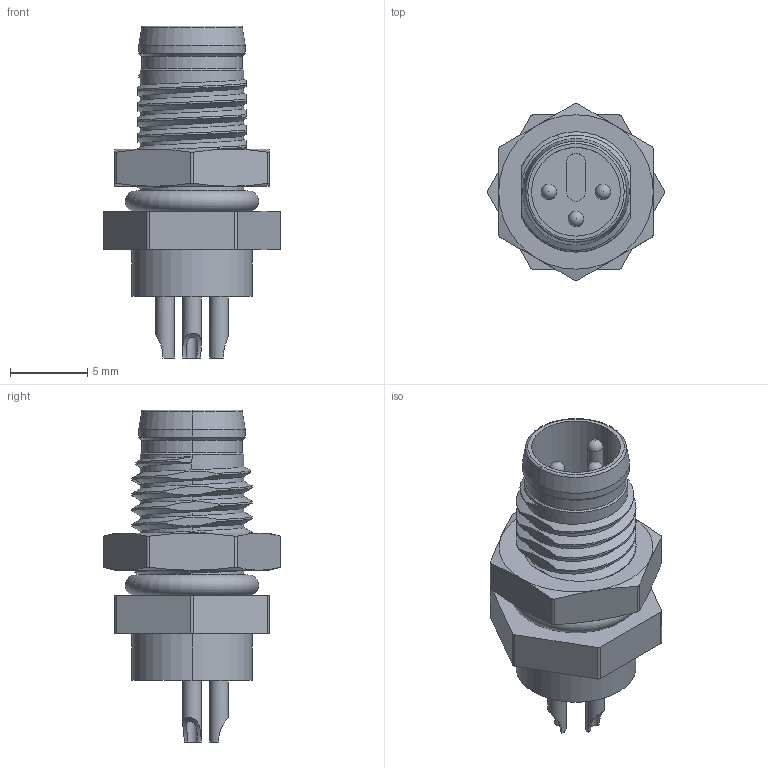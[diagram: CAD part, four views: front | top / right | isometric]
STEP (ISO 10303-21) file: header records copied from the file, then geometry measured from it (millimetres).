
FILE_DESCRIPTION(/* description */ (''),/* implementation_level */ '2;1');
FILE_NAME(/* name */ '3D_M8-M03-BKR-M8-C_V1.0.stp',/* time_stamp */ '2023-08-10T14:43:26+08:00',/* author */ (''),/* organization */ (''),/* preprocessor_version */ 'ST-DEVELOPER v18.1',/* originating_system */ 'SIEMENS PLM Software NX 1980',/* authorisation */ '');
FILE_SCHEMA (('AUTOMOTIVE_DESIGN { 1 0 10303 214 3 1 1 1 }'));
Length unit declared in the file: millimetre
Products named in the file (1): 11111
Bounding box: 11.49 x 11.48 x 21.5 mm (x, y, z)
Volume: 799.1 mm3; surface area: 1048.9 mm2
Topology: 1 solids, 1 shells, 138 faces, 364 edges, 235 vertices
Faces by surface type: cylinder 62, plane 39, cone 21, bspline 10, torus 3, sphere 3
Full cylindrical faces by diameter (mm): 0.7 x3, 1 x3, 1.2 x3
Entity records: 5716 total; most frequent: CARTESIAN_POINT 2747, ORIENTED_EDGE 656, DIRECTION 508, EDGE_CURVE 328, VERTEX_POINT 219, AXIS2_PLACEMENT_3D 212, B_SPLINE_CURVE_WITH_KNOTS 161, EDGE_LOOP 161
